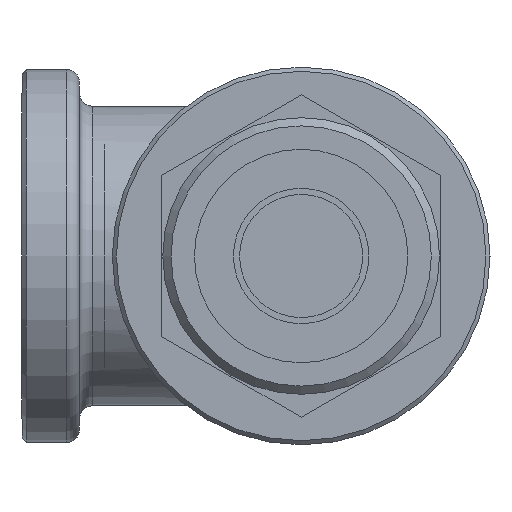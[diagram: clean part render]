
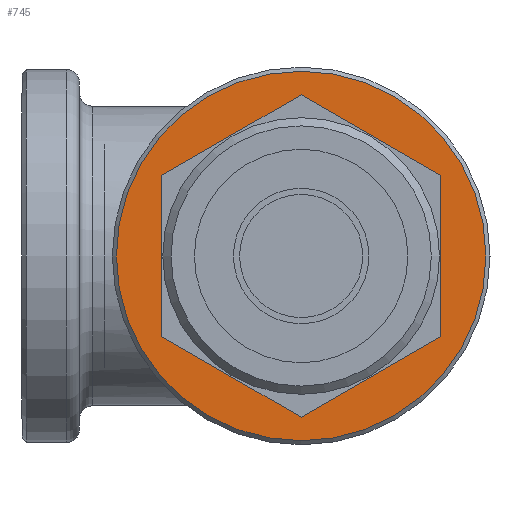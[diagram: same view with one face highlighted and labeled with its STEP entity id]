
A CAD part, left-side view. The second image highlights one B-rep face of the part: STEP entity #745.
In plain terms, the highlighted planar face has unit normal (-1, 0, 0).
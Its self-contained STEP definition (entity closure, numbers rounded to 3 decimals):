
#32=LINE('',#1117,#86);
#35=LINE('',#1122,#89);
#37=LINE('',#1126,#91);
#39=LINE('',#1130,#93);
#41=LINE('',#1134,#95);
#43=LINE('',#1137,#97);
#86=VECTOR('',#888,10.);
#89=VECTOR('',#893,10.);
#91=VECTOR('',#897,10.);
#93=VECTOR('',#901,10.);
#95=VECTOR('',#905,10.);
#97=VECTOR('',#909,10.);
#159=FACE_BOUND('',#291,.T.);
#211=FACE_OUTER_BOUND('',#290,.T.);
#290=EDGE_LOOP('',(#591));
#291=EDGE_LOOP('',(#592,#593,#594,#595,#596,#597));
#336=CIRCLE('',#807,22.5);
#364=VERTEX_POINT('',#1115);
#365=VERTEX_POINT('',#1116);
#366=VERTEX_POINT('',#1121);
#367=VERTEX_POINT('',#1125);
#368=VERTEX_POINT('',#1129);
#369=VERTEX_POINT('',#1133);
#380=VERTEX_POINT('',#1306);
#432=EDGE_CURVE('',#364,#365,#32,.T.);
#435=EDGE_CURVE('',#365,#366,#35,.T.);
#437=EDGE_CURVE('',#366,#367,#37,.T.);
#439=EDGE_CURVE('',#367,#368,#39,.T.);
#441=EDGE_CURVE('',#368,#369,#41,.T.);
#443=EDGE_CURVE('',#369,#364,#43,.T.);
#454=EDGE_CURVE('',#380,#380,#336,.T.);
#591=ORIENTED_EDGE('',*,*,#454,.T.);
#592=ORIENTED_EDGE('',*,*,#432,.T.);
#593=ORIENTED_EDGE('',*,*,#435,.T.);
#594=ORIENTED_EDGE('',*,*,#437,.T.);
#595=ORIENTED_EDGE('',*,*,#439,.T.);
#596=ORIENTED_EDGE('',*,*,#441,.T.);
#597=ORIENTED_EDGE('',*,*,#443,.T.);
#695=PLANE('',#829);
#745=ADVANCED_FACE('',(#211,#159),#695,.T.);
#807=AXIS2_PLACEMENT_3D('',#1307,#948,#949);
#829=AXIS2_PLACEMENT_3D('',#1351,#998,#999);
#888=DIRECTION('',(0.,0.,1.));
#893=DIRECTION('',(0.,-0.866,0.5));
#897=DIRECTION('',(0.,-0.866,-0.5));
#901=DIRECTION('',(0.,0.,-1.));
#905=DIRECTION('',(0.,0.866,-0.5));
#909=DIRECTION('',(0.,0.866,0.5));
#948=DIRECTION('center_axis',(-1.,0.,0.));
#949=DIRECTION('ref_axis',(0.,0.,1.));
#998=DIRECTION('center_axis',(-1.,0.,0.));
#999=DIRECTION('ref_axis',(0.,0.,1.));
#1115=CARTESIAN_POINT('',(6.,17.,-9.815));
#1116=CARTESIAN_POINT('',(6.,17.,9.815));
#1117=CARTESIAN_POINT('',(6.,17.,4.907));
#1121=CARTESIAN_POINT('',(6.,0.,19.63));
#1122=CARTESIAN_POINT('',(6.,4.25,17.176));
#1125=CARTESIAN_POINT('',(6.,-17.,9.815));
#1126=CARTESIAN_POINT('',(6.,-12.75,12.269));
#1129=CARTESIAN_POINT('',(6.,-17.,-9.815));
#1130=CARTESIAN_POINT('',(6.,-17.,-4.907));
#1133=CARTESIAN_POINT('',(6.,0.,-19.63));
#1134=CARTESIAN_POINT('',(6.,-4.25,-17.176));
#1137=CARTESIAN_POINT('',(6.,12.75,-12.269));
#1306=CARTESIAN_POINT('',(6.,-22.5,0.));
#1307=CARTESIAN_POINT('Origin',(6.,0.,0.));
#1351=CARTESIAN_POINT('Origin',(6.,0.,0.));
